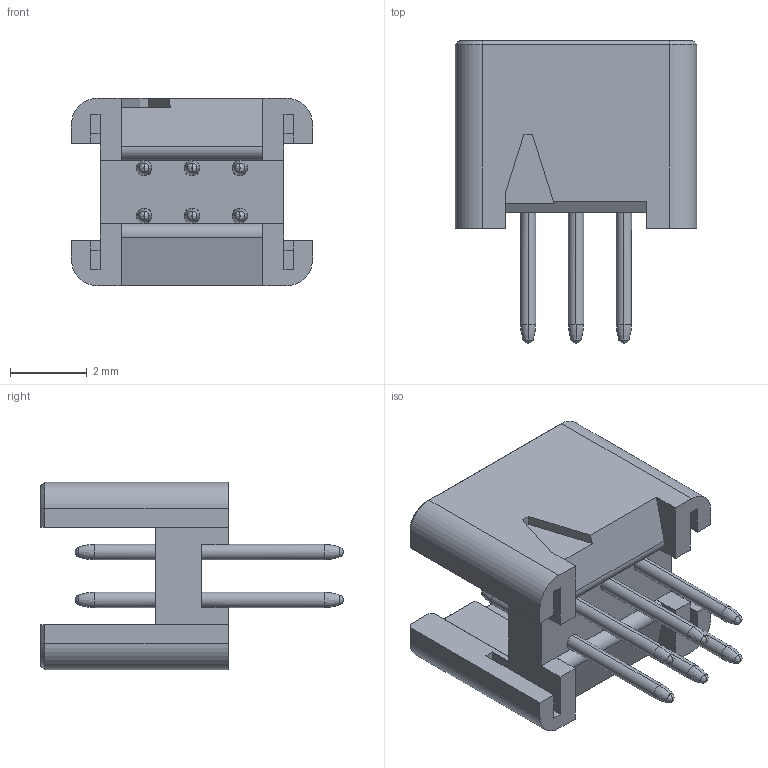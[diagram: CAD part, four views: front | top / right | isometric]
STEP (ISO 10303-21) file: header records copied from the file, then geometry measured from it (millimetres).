
FILE_DESCRIPTION((''),'2;1');
FILE_NAME('G125-MV10605L0P_ASM','2013-08-27T',('sflower'),(''),'PRO/ENGINEER BY PARAMETRIC TECHNOLOGY CORPORATION, 2013150','PRO/ENGINEER BY PARAMETRIC TECHNOLOGY CORPORATION, 2013150','');
FILE_SCHEMA(('CONFIG_CONTROL_DESIGN'));
Length unit declared in the file: millimetre
Products named in the file (3): G125-3010696; G125-1030005; G125-MV10605L0P_ASM
Assembly tree (7 placements, depth 2):
  G125-MV10605L0P_ASM
    G125-3010696
    G125-1030005  x6
Bounding box: 6.3 x 7.9 x 4.9 mm (x, y, z)
Volume: 70.1 mm3; surface area: 262.2 mm2
Topology: 7 solids, 7 shells, 1019 faces, 2336 edges, 1326 vertices
Faces by surface type: bspline 672, plane 159, torus 108, cylinder 72, cone 8
Entity records: 14116 total; most frequent: CARTESIAN_POINT 5640, ORIENTED_EDGE 1432, DIRECTION 1120, PRESENTATION_STYLE_ASSIGNMENT 720, STYLED_ITEM 720, CURVE_STYLE 716, EDGE_CURVE 716, VERTEX_POINT 426
